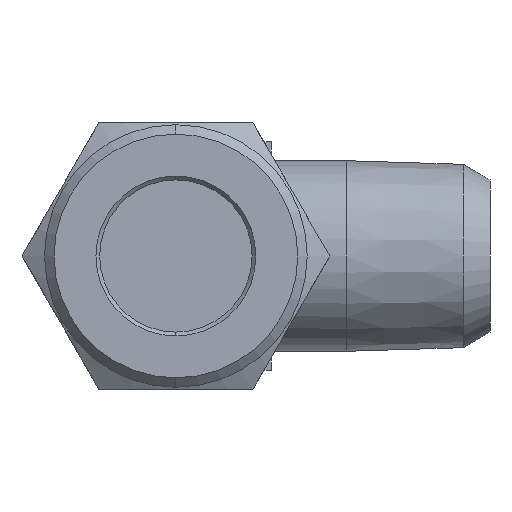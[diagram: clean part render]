
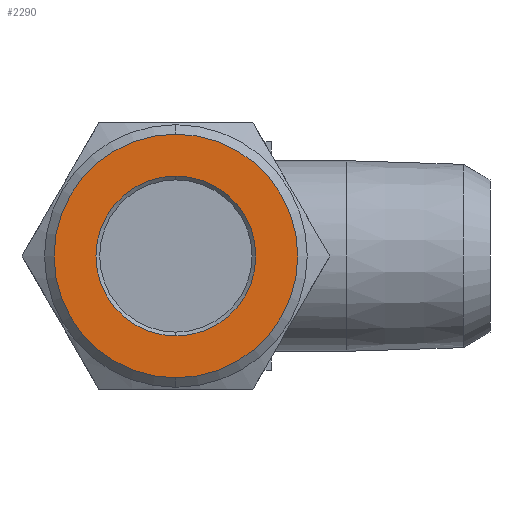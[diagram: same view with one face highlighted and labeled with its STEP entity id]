
A CAD part, left-side view. The second image highlights one B-rep face of the part: STEP entity #2290.
In plain terms, the highlighted planar face has unit normal (-1, 0, 0).
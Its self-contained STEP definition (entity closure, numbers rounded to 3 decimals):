
#605 = CIRCLE ( 'NONE', #2659, 6.4 ) ;
#606 = CIRCLE ( 'NONE', #2660, 4.2 ) ;
#691 = ORIENTED_EDGE ( 'NONE', *, *, #2835, .T. ) ;
#692 = ORIENTED_EDGE ( 'NONE', *, *, #1860, .T. ) ;
#693 = ORIENTED_EDGE ( 'NONE', *, *, #1840, .T. ) ;
#694 = ORIENTED_EDGE ( 'NONE', *, *, #2834, .T. ) ;
#1007 = CIRCLE ( 'NONE', #2924, 6.4 ) ;
#1059 = CIRCLE ( 'NONE', #2930, 4.2 ) ;
#1074 = VERTEX_POINT ( 'NONE', #2486 ) ;
#1078 = VERTEX_POINT ( 'NONE', #2489 ) ;
#1142 = VERTEX_POINT ( 'NONE', #2518 ) ;
#1148 = VERTEX_POINT ( 'NONE', #2521 ) ;
#1149 = FACE_OUTER_BOUND ( 'NONE', #3105, .T. ) ;
#1153 = FACE_BOUND ( 'NONE', #3096, .T. ) ;
#1642 = DIRECTION ( 'NONE',  ( -1., 0., 0. ) ) ;
#1643 = CARTESIAN_POINT ( 'NONE',  ( -26.5, 27.9, 0. ) ) ;
#1645 = PLANE ( 'NONE',  #2943 ) ;
#1647 = DIRECTION ( 'NONE',  ( 0., 0., 1. ) ) ;
#1840 = EDGE_CURVE ( 'NONE', #1074, #1078, #1007, .T. ) ;
#1860 = EDGE_CURVE ( 'NONE', #1148, #1142, #1059, .T. ) ;
#1904 = CARTESIAN_POINT ( 'NONE',  ( -26.5, 21., 0. ) ) ;
#1905 = DIRECTION ( 'NONE',  ( -1., 0., 0. ) ) ;
#1906 = DIRECTION ( 'NONE',  ( 0., 0., 1. ) ) ;
#1977 = CARTESIAN_POINT ( 'NONE',  ( -26.5, 21., 0. ) ) ;
#1978 = DIRECTION ( 'NONE',  ( 1., 0., 0. ) ) ;
#1979 = DIRECTION ( 'NONE',  ( 0., 0., -1. ) ) ;
#2033 = CARTESIAN_POINT ( 'NONE',  ( -26.5, 21., 0. ) ) ;
#2034 = DIRECTION ( 'NONE',  ( -1., 0., 0. ) ) ;
#2035 = DIRECTION ( 'NONE',  ( 0., 0., 1. ) ) ;
#2038 = CARTESIAN_POINT ( 'NONE',  ( -26.5, 21., 0. ) ) ;
#2039 = DIRECTION ( 'NONE',  ( 1., 0., 0. ) ) ;
#2040 = DIRECTION ( 'NONE',  ( 0., 0., -1. ) ) ;
#2290 = ADVANCED_FACE ( 'NONE', ( #1149, #1153 ), #1645, .T. ) ;
#2486 = CARTESIAN_POINT ( 'NONE',  ( -26.5, 21., 6.4 ) ) ;
#2489 = CARTESIAN_POINT ( 'NONE',  ( -26.5, 21., -6.4 ) ) ;
#2518 = CARTESIAN_POINT ( 'NONE',  ( -26.5, 21., -4.2 ) ) ;
#2521 = CARTESIAN_POINT ( 'NONE',  ( -26.5, 21., 4.2 ) ) ;
#2659 = AXIS2_PLACEMENT_3D ( 'NONE', #2033, #2034, #2035 ) ;
#2660 = AXIS2_PLACEMENT_3D ( 'NONE', #2038, #2039, #2040 ) ;
#2834 = EDGE_CURVE ( 'NONE', #1078, #1074, #605, .T. ) ;
#2835 = EDGE_CURVE ( 'NONE', #1142, #1148, #606, .T. ) ;
#2924 = AXIS2_PLACEMENT_3D ( 'NONE', #1904, #1905, #1906 ) ;
#2930 = AXIS2_PLACEMENT_3D ( 'NONE', #1977, #1978, #1979 ) ;
#2943 = AXIS2_PLACEMENT_3D ( 'NONE', #1643, #1642, #1647 ) ;
#3096 = EDGE_LOOP ( 'NONE', ( #692, #691 ) ) ;
#3105 = EDGE_LOOP ( 'NONE', ( #694, #693 ) ) ;
